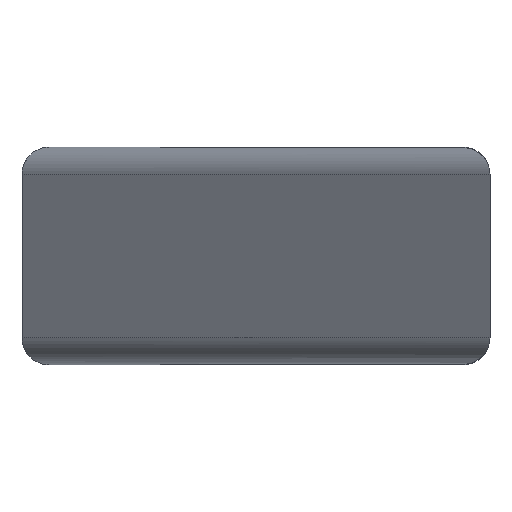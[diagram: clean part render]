
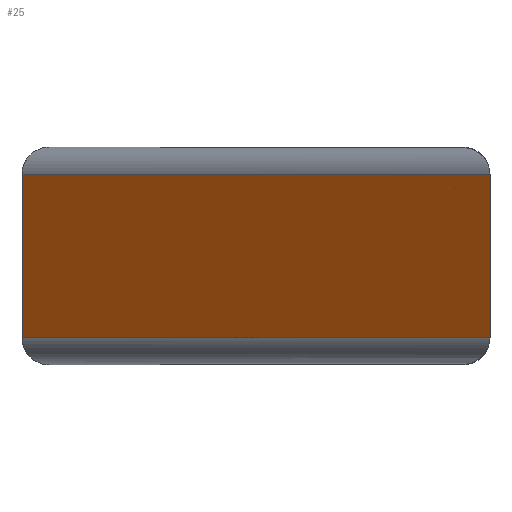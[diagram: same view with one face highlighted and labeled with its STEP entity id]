
A CAD part, left-side view. The second image highlights one B-rep face of the part: STEP entity #25.
In plain terms, the highlighted planar face has unit normal (-0.732, 0.681, 0).
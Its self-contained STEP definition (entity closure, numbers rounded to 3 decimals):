
#5 = CARTESIAN_POINT ( 'NONE',  ( -3., 4.3, 0.5 ) ) ;
#7 = PLANE ( 'NONE',  #334 ) ;
#25 = ADVANCED_FACE ( 'NONE', ( #200 ), #7, .F. ) ;
#37 = CARTESIAN_POINT ( 'NONE',  ( -11., -4.3, 0.5 ) ) ;
#42 = VERTEX_POINT ( 'NONE', #153 ) ;
#58 = VECTOR ( 'NONE', #296, 1000. ) ;
#65 = DIRECTION ( 'NONE',  ( -0.681, -0.732, 0. ) ) ;
#133 = ORIENTED_EDGE ( 'NONE', *, *, #479, .T. ) ;
#148 = VERTEX_POINT ( 'NONE', #482 ) ;
#153 = CARTESIAN_POINT ( 'NONE',  ( -11., -4.3, 0.5 ) ) ;
#158 = EDGE_CURVE ( 'NONE', #148, #42, #327, .T. ) ;
#177 = VECTOR ( 'NONE', #412, 1000. ) ;
#181 = ORIENTED_EDGE ( 'NONE', *, *, #382, .T. ) ;
#199 = DIRECTION ( 'NONE',  ( 0.681, 0.732, 0. ) ) ;
#200 = FACE_OUTER_BOUND ( 'NONE', #231, .T. ) ;
#231 = EDGE_LOOP ( 'NONE', ( #349, #181, #261, #133 ) ) ;
#245 = CARTESIAN_POINT ( 'NONE',  ( -3., 4.3, 3.5 ) ) ;
#261 = ORIENTED_EDGE ( 'NONE', *, *, #158, .F. ) ;
#272 = EDGE_CURVE ( 'NONE', #486, #293, #355, .T. ) ;
#282 = VECTOR ( 'NONE', #65, 1000. ) ;
#293 = VERTEX_POINT ( 'NONE', #5 ) ;
#296 = DIRECTION ( 'NONE',  ( 0., 0., -1. ) ) ;
#314 = CARTESIAN_POINT ( 'NONE',  ( -11., -4.3, 4. ) ) ;
#315 = CARTESIAN_POINT ( 'NONE',  ( -11., -4.3, 3.5 ) ) ;
#327 = LINE ( 'NONE', #337, #177 ) ;
#333 = CARTESIAN_POINT ( 'NONE',  ( -3., 4.3, 4. ) ) ;
#334 = AXIS2_PLACEMENT_3D ( 'NONE', #314, #378, #426 ) ;
#337 = CARTESIAN_POINT ( 'NONE',  ( -11., -4.3, 4. ) ) ;
#349 = ORIENTED_EDGE ( 'NONE', *, *, #272, .T. ) ;
#355 = LINE ( 'NONE', #333, #58 ) ;
#378 = DIRECTION ( 'NONE',  ( 0.732, -0.681, 0. ) ) ;
#382 = EDGE_CURVE ( 'NONE', #293, #42, #489, .T. ) ;
#406 = VECTOR ( 'NONE', #199, 1000. ) ;
#412 = DIRECTION ( 'NONE',  ( 0., 0., -1. ) ) ;
#426 = DIRECTION ( 'NONE',  ( 0.681, 0.732, 0. ) ) ;
#470 = LINE ( 'NONE', #315, #406 ) ;
#479 = EDGE_CURVE ( 'NONE', #148, #486, #470, .T. ) ;
#482 = CARTESIAN_POINT ( 'NONE',  ( -11., -4.3, 3.5 ) ) ;
#486 = VERTEX_POINT ( 'NONE', #245 ) ;
#489 = LINE ( 'NONE', #37, #282 ) ;
